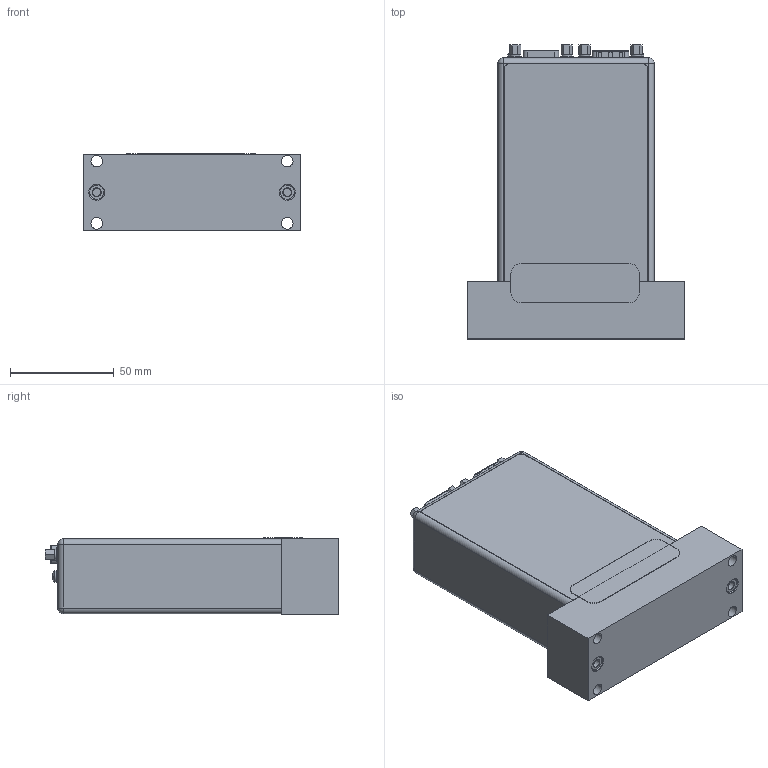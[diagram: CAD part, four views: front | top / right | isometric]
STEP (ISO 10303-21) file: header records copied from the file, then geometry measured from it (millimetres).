
FILE_DESCRIPTION((''),'2;1');
FILE_NAME('ASM0001_ASM','2016-08-31T',('cockrofm'),(''),'PRO/ENGINEER BY PARAMETRIC TECHNOLOGY CORPORATION, 2016100','PRO/ENGINEER BY PARAMETRIC TECHNOLOGY CORPORATION, 2016100','');
FILE_SCHEMA(('CONFIG_CONTROL_DESIGN'));
Length unit declared in the file: inch
Products named in the file (23): PRT0003; PRT0004; PRT0005; PRT0006; PRT0007; PRT0008; PRT0009; PRT0010; PRT0011; ASM0005_ASM; ASM0004_ASM; PRT0012; PRT0013; ASM0003_ASM; PRT0014; PRT0015; PRT0016; PRT0017; PRT0018; PRT0019; ASM0002_ASM; 1068299_FLOWBODY; ASM0001_ASM
Assembly tree (38 placements, depth 6):
  ASM0001_ASM
    ASM0002_ASM
      PRT0003
      PRT0004
      PRT0005  x2
      PRT0006
      ASM0003_ASM
        PRT0007
        ASM0004_ASM
          ASM0005_ASM
            PRT0008  x10
            PRT0009
            PRT0010
            PRT0011
        PRT0012
        PRT0013
      PRT0014
      PRT0015  x4
      PRT0016  x4
      PRT0017
      PRT0018
      PRT0019
    1068299_FLOWBODY
Bounding box: 105.16 x 141.96 x 37.08 mm (x, y, z)
Volume: 133150.6 mm3; surface area: 111429.5 mm2
Topology: 32 solids, 38 shells, 1925 faces, 4985 edges, 3222 vertices
Faces by surface type: plane 1178, cylinder 535, extrusion 94, torus 48, cone 48, sphere 12, bspline 10
Entity records: 43668 total; most frequent: CARTESIAN_POINT 9682, DIRECTION 6935, ORIENTED_EDGE 6876, EDGE_CURVE 3444, VECTOR 2503, LINE 2429, VERTEX_POINT 2229, AXIS2_PLACEMENT_3D 2216
